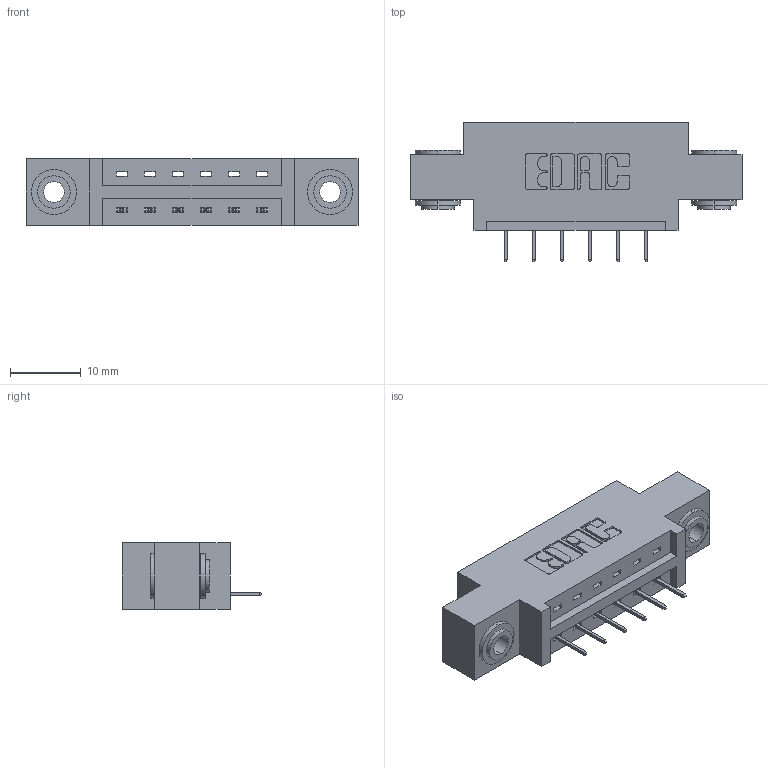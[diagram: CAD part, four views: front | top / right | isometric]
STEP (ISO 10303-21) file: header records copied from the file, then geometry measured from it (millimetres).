
FILE_DESCRIPTION (( 'STEP AP203' ), '1' );
FILE_NAME ('387-006-524-603.STEP', '2018-08-13T03:28:09', ( '' ), ( '' ), 'SwSTEP 2.0', 'SolidWorks 2016', '' );
FILE_SCHEMA (( 'CONFIG_CONTROL_DESIGN' ));
Length unit declared in the file: inch
Products named in the file (4): 345-292-001_345-293-124; 345-250-002_345-250-002-102; 387-006-524-603; 337 Part_0.170 Offset - 0.156 Dia-TH
Assembly tree (9 placements, depth 2):
  387-006-524-603
    337 Part_0.170 Offset - 0.156 Dia-TH
    345-292-001_345-293-124  x6
    345-250-002_345-250-002-102  x2
Bounding box: 46.79 x 19.69 x 9.4 mm (x, y, z)
Volume: 4290.4 mm3; surface area: 4479.5 mm2
Topology: 9 solids, 9 shells, 552 faces, 1551 edges, 1006 vertices
Faces by surface type: plane 396, cylinder 148, cone 8
Entity records: 9972 total; most frequent: CARTESIAN_POINT 1711, ORIENTED_EDGE 1646, DIRECTION 1549, EDGE_CURVE 823, VECTOR 675, LINE 675, VERTEX_POINT 542, AXIS2_PLACEMENT_3D 437
